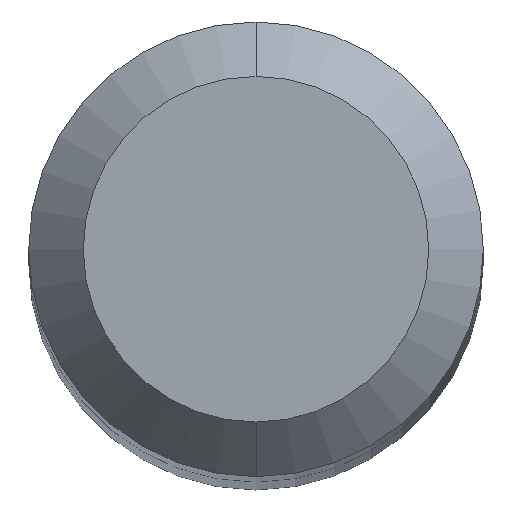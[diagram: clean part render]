
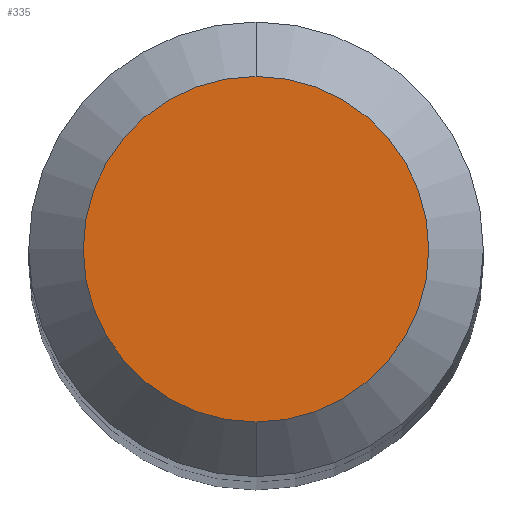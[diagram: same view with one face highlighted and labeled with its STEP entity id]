
A CAD part, top view. The second image highlights one B-rep face of the part: STEP entity #335.
In plain terms, the highlighted planar face has unit normal (0, 0, 1).
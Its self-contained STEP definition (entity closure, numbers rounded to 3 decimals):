
#2 = ORIENTED_EDGE ( 'NONE', *, *, #214, .F. ) ;
#4 = PLANE ( 'NONE',  #306 ) ;
#46 = DIRECTION ( 'NONE',  ( 0., 1., 0. ) ) ;
#49 = DIRECTION ( 'NONE',  ( 0., 1., 0. ) ) ;
#54 = CARTESIAN_POINT ( 'NONE',  ( 0., 1.9, 86. ) ) ;
#64 = EDGE_CURVE ( 'NONE', #171, #272, #245, .T. ) ;
#67 = DIRECTION ( 'NONE',  ( 0., 1., 0. ) ) ;
#79 = CARTESIAN_POINT ( 'NONE',  ( 0., 0., 86. ) ) ;
#83 = AXIS2_PLACEMENT_3D ( 'NONE', #156, #257, #46 ) ;
#96 = EDGE_LOOP ( 'NONE', ( #2, #236 ) ) ;
#113 = DIRECTION ( 'NONE',  ( 0., 0., -1. ) ) ;
#156 = CARTESIAN_POINT ( 'NONE',  ( 0., 0., 86. ) ) ;
#171 = VERTEX_POINT ( 'NONE', #223 ) ;
#192 = DIRECTION ( 'NONE',  ( 0., 0., -1. ) ) ;
#214 = EDGE_CURVE ( 'NONE', #272, #171, #222, .T. ) ;
#222 = CIRCLE ( 'NONE', #83, 1.9 ) ;
#223 = CARTESIAN_POINT ( 'NONE',  ( 0., -1.9, 86. ) ) ;
#236 = ORIENTED_EDGE ( 'NONE', *, *, #64, .F. ) ;
#245 = CIRCLE ( 'NONE', #300, 1.9 ) ;
#257 = DIRECTION ( 'NONE',  ( 0., 0., -1. ) ) ;
#266 = CARTESIAN_POINT ( 'NONE',  ( 0., 0., 86. ) ) ;
#272 = VERTEX_POINT ( 'NONE', #54 ) ;
#287 = FACE_OUTER_BOUND ( 'NONE', #96, .T. ) ;
#300 = AXIS2_PLACEMENT_3D ( 'NONE', #266, #113, #49 ) ;
#306 = AXIS2_PLACEMENT_3D ( 'NONE', #79, #192, #67 ) ;
#335 = ADVANCED_FACE ( 'NONE', ( #287 ), #4, .F. ) ;
